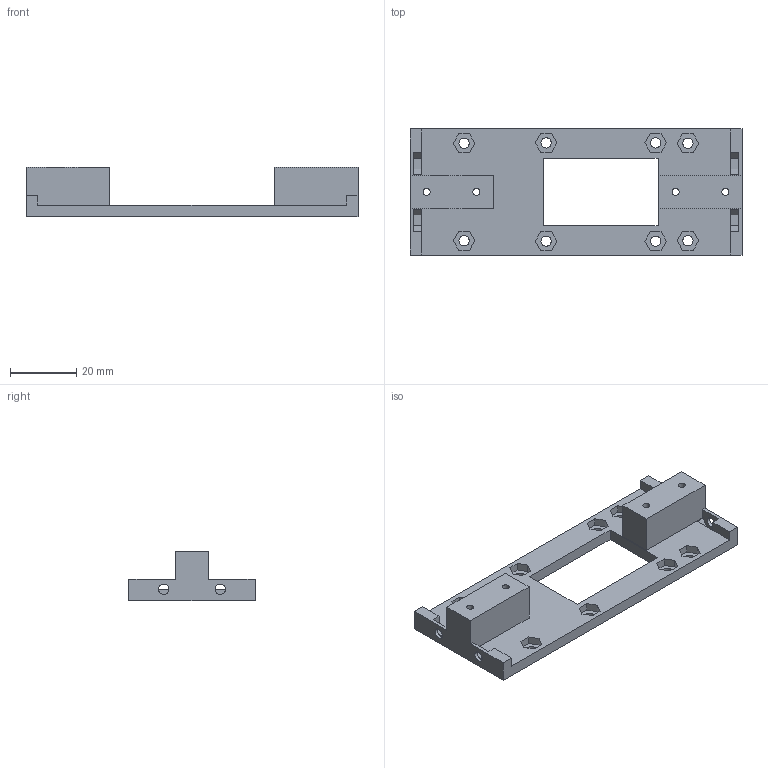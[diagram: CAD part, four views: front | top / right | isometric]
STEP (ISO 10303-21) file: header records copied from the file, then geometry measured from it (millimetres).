
FILE_DESCRIPTION(/* description */ (''),/* implementation_level */ '2;1');
FILE_NAME(/* name */ 'XL330_base_for65mm.step',/* time_stamp */ '2023-11-03T00:12:36+09:00',/* author */ (''),/* organization */ (''),/* preprocessor_version */ 'ST-DEVELOPER v20',/* originating_system */ 'Autodesk Translation Framework v12.14.0.127',/* authorisation */ '');
FILE_SCHEMA (('AUTOMOTIVE_DESIGN { 1 0 10303 214 3 1 1 }'));
Length unit declared in the file: millimetre
Products named in the file (1): XL330_base_for65mm
Bounding box: 100 x 38 x 15 mm (x, y, z)
Volume: 15417.3 mm3; surface area: 10789.4 mm2
Topology: 1 solids, 1 shells, 150 faces, 400 edges, 264 vertices
Faces by surface type: plane 134, cylinder 16
Full cylindrical faces by diameter (mm): 2.1 x4, 3.1 x12
Entity records: 4700 total; most frequent: CARTESIAN_POINT 815, ORIENTED_EDGE 800, DIRECTION 734, EDGE_CURVE 400, LINE 368, VECTOR 368, VERTEX_POINT 264, EDGE_LOOP 196
